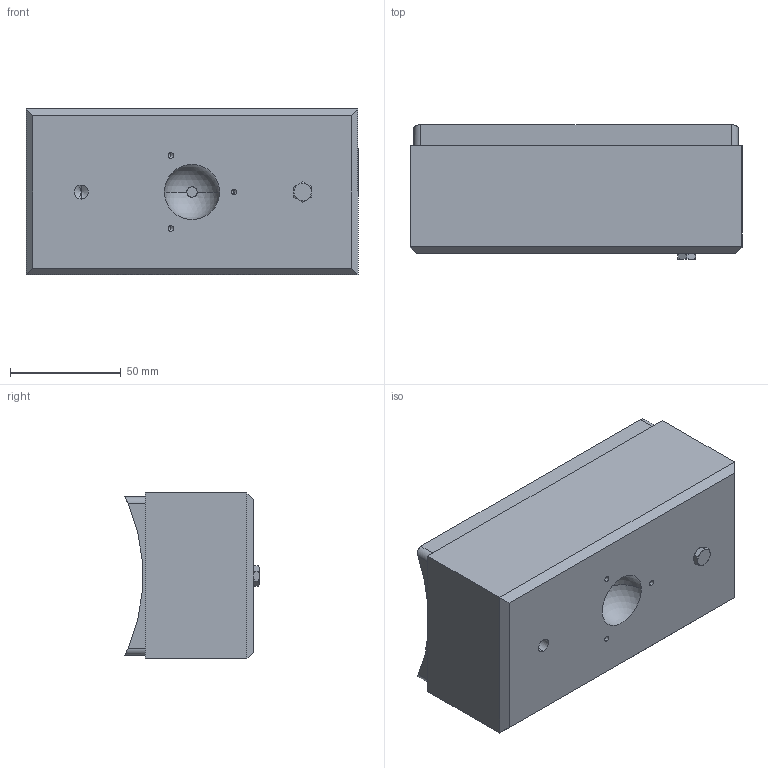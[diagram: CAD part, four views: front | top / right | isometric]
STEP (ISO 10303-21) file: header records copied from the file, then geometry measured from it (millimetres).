
FILE_DESCRIPTION (( 'STEP AP214' ), '1' );
FILE_NAME ('S3275WXXX82.5.STEP', '2023-01-06T16:41:35', ( '' ), ( '' ), 'SwSTEP 2.0', 'SolidWorks 2020', '' );
FILE_SCHEMA (( 'AUTOMOTIVE_DESIGN' ));
Length unit declared in the file: millimetre
Products named in the file (5): 12S7501; S90F028_S90F028; 62S72SXX_62S72S05; S3275WXXX82.5; S90A002
Assembly tree (3 placements, depth 2):
  S3275WXXX82.5
    12S7501
    62S72SXX_62S72S05
    S90F028_S90F028
  S90A002
Bounding box: 150.01 x 60.7 x 75.01 mm (x, y, z)
Volume: 566479.8 mm3; surface area: 79568.5 mm2
Topology: 3 solids, 3 shells, 183 faces, 440 edges, 279 vertices
Faces by surface type: plane 125, cylinder 35, cone 19, sphere 2, torus 2
Entity records: 5672 total; most frequent: CARTESIAN_POINT 1205, ORIENTED_EDGE 860, DIRECTION 842, EDGE_CURVE 430, VECTOR 326, LINE 326, VERTEX_POINT 279, AXIS2_PLACEMENT_3D 258
